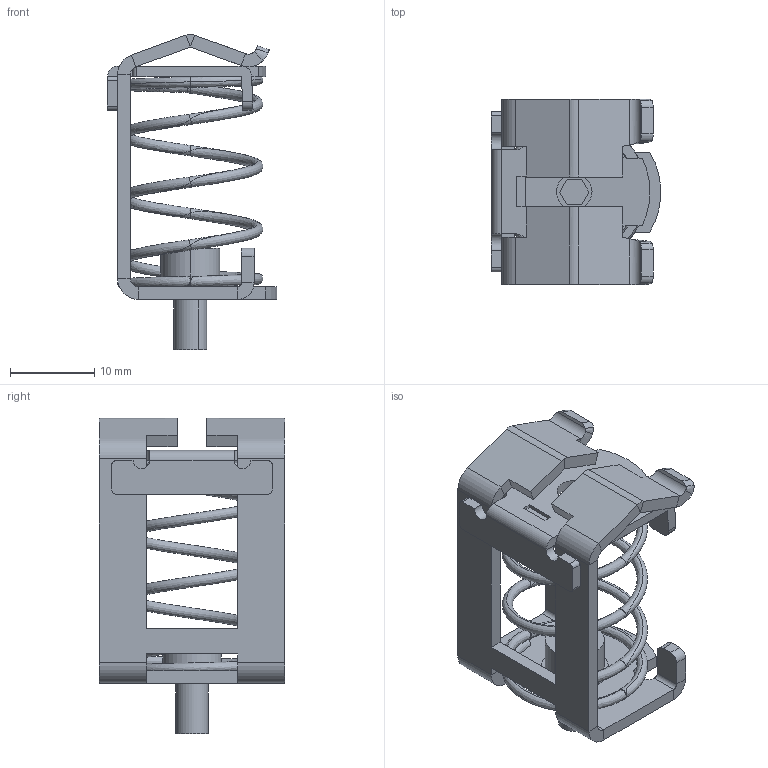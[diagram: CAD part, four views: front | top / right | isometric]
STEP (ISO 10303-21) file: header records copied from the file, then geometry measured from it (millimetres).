
FILE_DESCRIPTION(('CATIA V5R24 STEP','CAx-IF Rec.Pracs.--- Model Styling and Organization---1.2---2011-12-15'),'2;1');
FILE_NAME ('D1456212_0', '2016-12-22T13:44:22+00:00', ('Weidmueller Interface'), ('Weidmueller'), 'CATIA Version 5-6 Release 2014 SP4 HF52', 'CATIA V5 STEP AP214', 'none');
FILE_SCHEMA(('AUTOMOTIVE_DESIGN { 1 0 10303 214 1 1 1 1 }'));
Length unit declared in the file: millimetre
Products named in the file (1): v5-standard_part
Bounding box: 20.06 x 22 x 37.4 mm (x, y, z)
Volume: 2394.5 mm3; surface area: 4397.5 mm2
Topology: 1 solids, 1 shells, 228 faces, 604 edges, 369 vertices
Faces by surface type: plane 126, cylinder 65, bspline 33, cone 4
Entity records: 12588 total; most frequent: CARTESIAN_POINT 7508, ORIENTED_EDGE 1208, DIRECTION 797, EDGE_CURVE 604, VERTEX_POINT 369, VECTOR 337, LINE 337, AXIS2_PLACEMENT_3D 296
